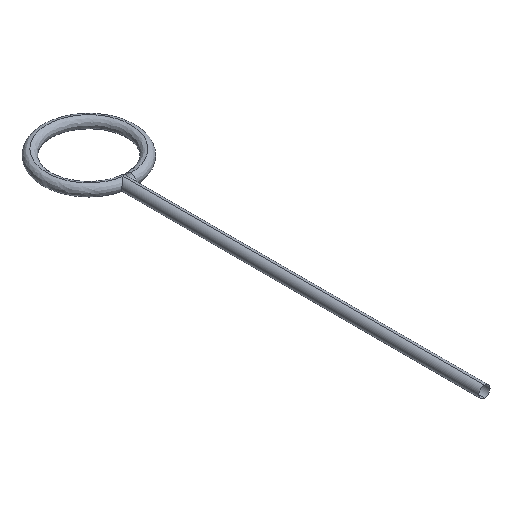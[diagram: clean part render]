
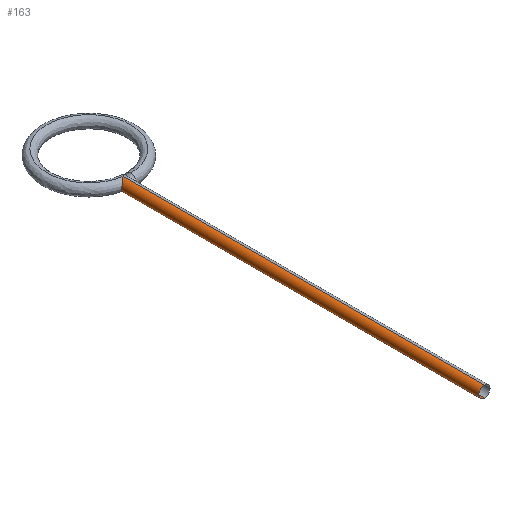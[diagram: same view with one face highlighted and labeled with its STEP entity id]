
A CAD part, isometric view. The second image highlights one B-rep face of the part: STEP entity #163.
In plain terms, the highlighted cylindrical face has radius 2 mm (diameter 4 mm), a partial arc.
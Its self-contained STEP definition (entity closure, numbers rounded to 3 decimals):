
#39 = ORIENTED_EDGE ( 'NONE', *, *, #977, .T. ) ;
#104 = CARTESIAN_POINT ( 'NONE',  ( -1.915, 128.463, 0.595 ) ) ;
#111 = B_SPLINE_CURVE_WITH_KNOTS ( 'NONE', 3,
 ( #975, #1645, #125, #1835, #831, #1695, #688, #1553, #549, #1829, #924, #1716, #853, #252, #416, #104, #1102, #1416, #554, #1558, #710, #1248, #393, #1396, #537, #148 ),
 .UNSPECIFIED., .F., .F.,
 ( 4, 2, 2, 2, 2, 2, 2, 2, 2, 2, 2, 2, 4 ),
 ( 0., 0.001, 0.001, 0.002, 0.003, 0.003, 0.004, 0.004, 0.005, 0.005, 0.005, 0.006, 0.007 ),
 .UNSPECIFIED. ) ;
#125 = CARTESIAN_POINT ( 'NONE',  ( -0.467, 129.616, -1.959 ) ) ;
#148 = CARTESIAN_POINT ( 'NONE',  ( 0., 130., 2. ) ) ;
#163 = ADVANCED_FACE ( 'NONE', ( #982 ), #170, .F. ) ;
#170 = CYLINDRICAL_SURFACE ( 'NONE', #224, 2. ) ;
#224 = AXIS2_PLACEMENT_3D ( 'NONE', #640, #499, #1356 ) ;
#244 = CARTESIAN_POINT ( 'NONE',  ( 0., 0., 2. ) ) ;
#252 = CARTESIAN_POINT ( 'NONE',  ( -2., 128.397, 0.156 ) ) ;
#393 = CARTESIAN_POINT ( 'NONE',  ( -0.91, 129.254, 1.797 ) ) ;
#416 = CARTESIAN_POINT ( 'NONE',  ( -1.982, 128.411, 0.307 ) ) ;
#499 = DIRECTION ( 'NONE',  ( 0., 1., 0. ) ) ;
#509 = AXIS2_PLACEMENT_3D ( 'NONE', #1800, #1234, #1085 ) ;
#537 = CARTESIAN_POINT ( 'NONE',  ( -0.232, 129.809, 2. ) ) ;
#549 = CARTESIAN_POINT ( 'NONE',  ( -1.687, 128.639, -1.112 ) ) ;
#554 = CARTESIAN_POINT ( 'NONE',  ( -1.671, 128.651, 1.108 ) ) ;
#592 = VECTOR ( 'NONE', #1212, 1000. ) ;
#640 = CARTESIAN_POINT ( 'NONE',  ( 0., 0., 0. ) ) ;
#688 = CARTESIAN_POINT ( 'NONE',  ( -1.224, 129., -1.587 ) ) ;
#690 = EDGE_CURVE ( 'NONE', #1837, #823, #111, .T. ) ;
#710 = CARTESIAN_POINT ( 'NONE',  ( -1.415, 128.849, 1.42 ) ) ;
#775 = EDGE_CURVE ( 'NONE', #1095, #823, #1202, .T. ) ;
#823 = VERTEX_POINT ( 'NONE', #1403 ) ;
#824 = CARTESIAN_POINT ( 'NONE',  ( 0., 0., -2. ) ) ;
#831 = CARTESIAN_POINT ( 'NONE',  ( -0.909, 129.254, -1.786 ) ) ;
#839 = ORIENTED_EDGE ( 'NONE', *, *, #690, .T. ) ;
#853 = CARTESIAN_POINT ( 'NONE',  ( -2., 128.396, -0.143 ) ) ;
#907 = ORIENTED_EDGE ( 'NONE', *, *, #1162, .T. ) ;
#924 = CARTESIAN_POINT ( 'NONE',  ( -1.919, 128.461, -0.584 ) ) ;
#975 = CARTESIAN_POINT ( 'NONE',  ( 0.002, 130., -2. ) ) ;
#977 = EDGE_CURVE ( 'NONE', #1014, #1837, #1629, .T. ) ;
#982 = FACE_OUTER_BOUND ( 'NONE', #1652, .T. ) ;
#1014 = VERTEX_POINT ( 'NONE', #824 ) ;
#1085 = DIRECTION ( 'NONE',  ( 0., 0., -1. ) ) ;
#1093 = DIRECTION ( 'NONE',  ( 0., 1., 0. ) ) ;
#1095 = VERTEX_POINT ( 'NONE', #244 ) ;
#1102 = CARTESIAN_POINT ( 'NONE',  ( -1.867, 128.5, 0.731 ) ) ;
#1118 = CARTESIAN_POINT ( 'NONE',  ( 0., 0., 2. ) ) ;
#1162 = EDGE_CURVE ( 'NONE', #1095, #1014, #1358, .T. ) ;
#1202 = LINE ( 'NONE', #1118, #592 ) ;
#1212 = DIRECTION ( 'NONE',  ( 0., 1., 0. ) ) ;
#1234 = DIRECTION ( 'NONE',  ( 0., -1., 0. ) ) ;
#1248 = CARTESIAN_POINT ( 'NONE',  ( -1.123, 129.08, 1.675 ) ) ;
#1356 = DIRECTION ( 'NONE',  ( 0., 0., 1. ) ) ;
#1358 = CIRCLE ( 'NONE', #509, 2. ) ;
#1396 = CARTESIAN_POINT ( 'NONE',  ( -0.462, 129.621, 1.961 ) ) ;
#1403 = CARTESIAN_POINT ( 'NONE',  ( 0., 130., 2. ) ) ;
#1416 = CARTESIAN_POINT ( 'NONE',  ( -1.745, 128.594, 0.987 ) ) ;
#1553 = CARTESIAN_POINT ( 'NONE',  ( -1.515, 128.769, -1.331 ) ) ;
#1558 = CARTESIAN_POINT ( 'NONE',  ( -1.506, 128.778, 1.323 ) ) ;
#1629 = LINE ( 'NONE', #1688, #1733 ) ;
#1645 = CARTESIAN_POINT ( 'NONE',  ( -0.232, 129.809, -2. ) ) ;
#1652 = EDGE_LOOP ( 'NONE', ( #907, #39, #839, #1699 ) ) ;
#1688 = CARTESIAN_POINT ( 'NONE',  ( 0., 0., -2. ) ) ;
#1695 = CARTESIAN_POINT ( 'NONE',  ( -1.121, 129.083, -1.661 ) ) ;
#1699 = ORIENTED_EDGE ( 'NONE', *, *, #775, .F. ) ;
#1716 = CARTESIAN_POINT ( 'NONE',  ( -1.984, 128.41, -0.295 ) ) ;
#1733 = VECTOR ( 'NONE', #1093, 1000. ) ;
#1789 = CARTESIAN_POINT ( 'NONE',  ( 0.002, 130., -2. ) ) ;
#1800 = CARTESIAN_POINT ( 'NONE',  ( 0., 0., 0. ) ) ;
#1829 = CARTESIAN_POINT ( 'NONE',  ( -1.87, 128.498, -0.723 ) ) ;
#1835 = CARTESIAN_POINT ( 'NONE',  ( -0.801, 129.343, -1.837 ) ) ;
#1837 = VERTEX_POINT ( 'NONE', #1789 ) ;
